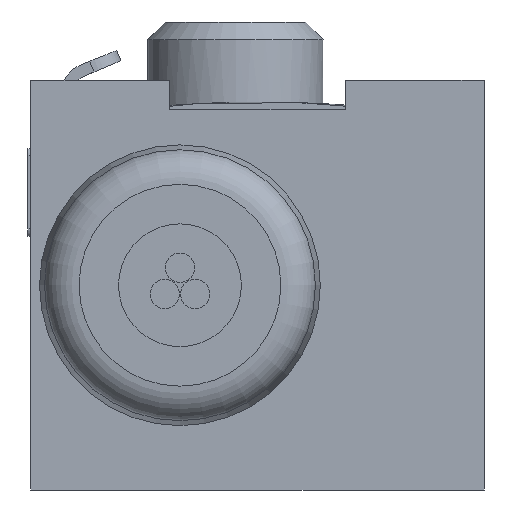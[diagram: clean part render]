
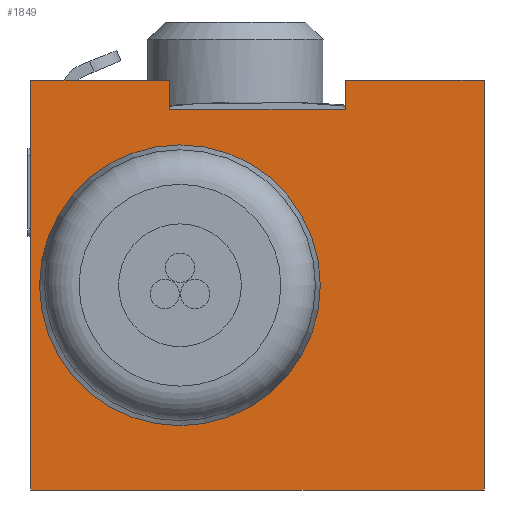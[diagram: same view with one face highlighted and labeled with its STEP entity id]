
A CAD part, left-side view. The second image highlights one B-rep face of the part: STEP entity #1849.
In plain terms, the highlighted planar face has unit normal (-1, 0, 0).
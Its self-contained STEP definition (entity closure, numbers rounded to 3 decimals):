
#47=PLANE('',#1950);
#107=LINE('',#2588,#222);
#115=LINE('',#2606,#230);
#130=LINE('',#2644,#245);
#132=LINE('',#2648,#247);
#139=LINE('',#2661,#254);
#145=LINE('',#2673,#260);
#150=LINE('',#2682,#265);
#154=LINE('',#2691,#269);
#222=VECTOR('',#2136,1000.);
#230=VECTOR('',#2148,1000.);
#245=VECTOR('',#2175,1000.);
#247=VECTOR('',#2179,1000.);
#254=VECTOR('',#2188,1000.);
#260=VECTOR('',#2198,1000.);
#265=VECTOR('',#2207,1000.);
#269=VECTOR('',#2219,1000.);
#471=ORIENTED_EDGE('',*,*,#824,.F.);
#472=ORIENTED_EDGE('',*,*,#809,.T.);
#473=ORIENTED_EDGE('',*,*,#815,.T.);
#474=ORIENTED_EDGE('',*,*,#820,.T.);
#475=ORIENTED_EDGE('',*,*,#781,.F.);
#476=ORIENTED_EDGE('',*,*,#800,.F.);
#477=ORIENTED_EDGE('',*,*,#825,.F.);
#478=ORIENTED_EDGE('',*,*,#802,.F.);
#479=ORIENTED_EDGE('',*,*,#773,.F.);
#773=EDGE_CURVE('',#955,#956,#107,.T.);
#781=EDGE_CURVE('',#963,#964,#115,.T.);
#800=EDGE_CURVE('',#980,#963,#130,.T.);
#802=EDGE_CURVE('',#956,#982,#132,.T.);
#809=EDGE_CURVE('',#955,#986,#139,.T.);
#815=EDGE_CURVE('',#986,#990,#145,.T.);
#820=EDGE_CURVE('',#990,#964,#150,.T.);
#824=EDGE_CURVE('',#993,#993,#1042,.F.);
#825=EDGE_CURVE('',#982,#980,#154,.T.);
#955=VERTEX_POINT('',#2587);
#956=VERTEX_POINT('',#2589);
#963=VERTEX_POINT('',#2605);
#964=VERTEX_POINT('',#2607);
#980=VERTEX_POINT('',#2643);
#982=VERTEX_POINT('',#2649);
#986=VERTEX_POINT('',#2660);
#990=VERTEX_POINT('',#2672);
#993=VERTEX_POINT('',#2690);
#1042=CIRCLE('',#1951,4.8);
#1104=EDGE_LOOP('',(#471));
#1105=EDGE_LOOP('',(#472,#473,#474,#475,#476,#477,#478,#479));
#1203=FACE_BOUND('',#1104,.T.);
#1204=FACE_BOUND('',#1105,.T.);
#1849=ADVANCED_FACE('',(#1203,#1204),#47,.F.);
#1950=AXIS2_PLACEMENT_3D('',#2688,#2215,#2216);
#1951=AXIS2_PLACEMENT_3D('',#2689,#2217,#2218);
#2136=DIRECTION('',(0.,-1.,0.));
#2148=DIRECTION('',(0.,-1.,0.));
#2175=DIRECTION('',(0.,0.,1.));
#2179=DIRECTION('',(0.,0.,-1.));
#2188=DIRECTION('',(0.,0.,-1.));
#2198=DIRECTION('',(0.,1.,0.));
#2207=DIRECTION('',(0.,0.,1.));
#2215=DIRECTION('',(1.,0.,0.));
#2216=DIRECTION('',(0.,0.,-1.));
#2217=DIRECTION('',(1.,0.,0.));
#2218=DIRECTION('',(0.,0.,-1.));
#2219=DIRECTION('',(0.,1.,0.));
#2587=CARTESIAN_POINT('',(-17.,4.75,7.));
#2588=CARTESIAN_POINT('',(-17.,15.5,7.));
#2589=CARTESIAN_POINT('',(-17.,0.,7.));
#2605=CARTESIAN_POINT('',(-17.,15.5,7.));
#2606=CARTESIAN_POINT('',(-17.,15.5,7.));
#2607=CARTESIAN_POINT('',(-17.,10.75,7.));
#2643=CARTESIAN_POINT('',(-17.,15.5,-7.));
#2644=CARTESIAN_POINT('',(-17.,15.5,-7.));
#2648=CARTESIAN_POINT('',(-17.,0.,7.));
#2649=CARTESIAN_POINT('',(-17.,0.,-7.));
#2660=CARTESIAN_POINT('',(-17.,4.75,6.));
#2661=CARTESIAN_POINT('',(-17.,4.75,7.));
#2672=CARTESIAN_POINT('',(-17.,10.75,6.));
#2673=CARTESIAN_POINT('',(-17.,4.75,6.));
#2682=CARTESIAN_POINT('',(-17.,10.75,6.));
#2688=CARTESIAN_POINT('',(-17.,0.,0.));
#2689=CARTESIAN_POINT('',(-17.,10.4,0.));
#2690=CARTESIAN_POINT('',(-17.,10.4,-4.8));
#2691=CARTESIAN_POINT('',(-17.,0.,-7.));
